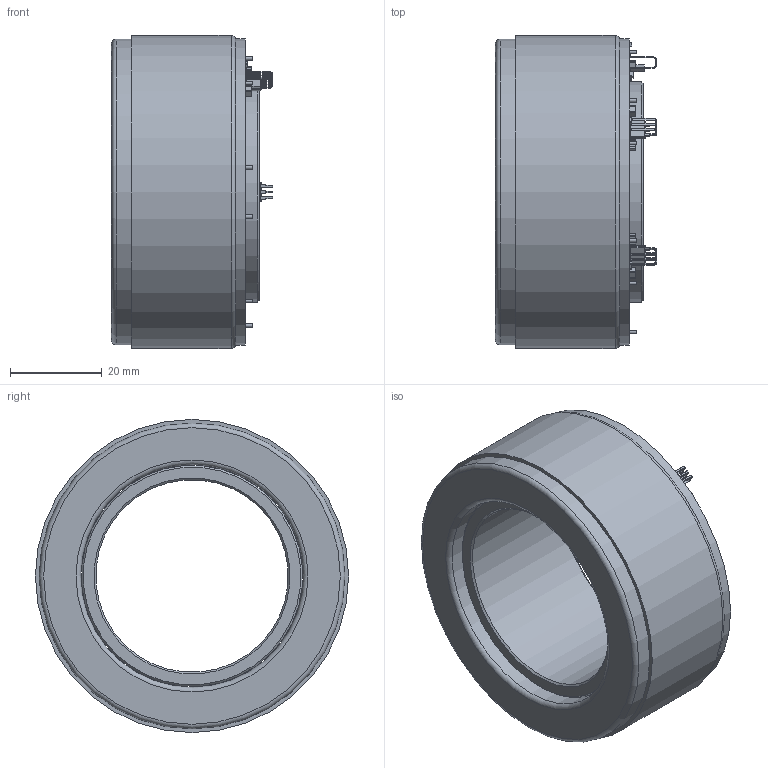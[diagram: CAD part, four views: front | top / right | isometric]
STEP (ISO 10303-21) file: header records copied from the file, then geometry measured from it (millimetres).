
FILE_DESCRIPTION(/* description */ (''),/* implementation_level */ '2;1');
FILE_NAME(/* name */ 'ATD 70x18.stp',/* time_stamp */ '2019-09-27T15:16:43+05:00',/* author */ ('KuvshinovDA'),/* organization */ (''),/* preprocessor_version */ 'ST-DEVELOPER v17',/* originating_system */ 'Autodesk Inventor 2019',/* authorisation */ '');
FILE_SCHEMA (('AUTOMOTIVE_DESIGN { 1 0 10303 214 3 1 1 }'));
Length unit declared in the file: millimetre
Products named in the file (27): ATD 70x18; ATD 70x18 упр; ATD 7018_wh_wr; Упрощённый ротор 
70x18_2; ATD70-XX.SS.H.TS_Т5М; Твердое тело2
_1; C5; C1; C2; C3; C4; C6; Твердое тело2
_2; C7; Твердое тело2
_3; DA1; DA2; DA3; Твердое тело2
_4; R1; R3; R4; DD1; Твердое тело2
_6; R5; R2; Твердое тело2
_5
Assembly tree (37 placements, depth 4):
  ATD 70x18
    ATD 70x18 упр
      ATD 7018_wh_wr
    Упрощённый ротор 
70x18_2
    ATD70-XX.SS.H.TS_Т5М
      Твердое тело2
_1
      C5
        Твердое тело2
_2
      C1
        Твердое тело2
_2
      C2
        Твердое тело2
_2
      C3
        Твердое тело2
_2
      C4
        Твердое тело2
_2
      C6
        Твердое тело2
_2
      C7
        Твердое тело2
_3
      DA1
        Твердое тело2
_4
      DA2
        Твердое тело2
_4
      DA3
        Твердое тело2
_4
      R1
        Твердое тело2
_5
      R3
        Твердое тело2
_5
      R4
        Твердое тело2
_5
      DD1
        Твердое тело2
_6
      R5
        Твердое тело2
_5
      R2
        Твердое тело2
_5
Bounding box: 35.13 x 68.3 x 68.3 mm (x, y, z)
Volume: 63694.1 mm3; surface area: 26644.5 mm2
Topology: 19 solids, 19 shells, 1226 faces, 3521 edges, 2407 vertices
Faces by surface type: plane 875, cylinder 343, torus 4, cone 4
Full cylindrical faces by diameter (mm): 0.5 x88, 0.8 x12, 2 x1, 3 x12, 42 x1, 48.3 x1, 48.6 x1, 51.7 x1, 66.7 x1, 66.8 x1, 68.3 x1
Entity records: 19745 total; most frequent: DIRECTION 3342, CARTESIAN_POINT 3256, ORIENTED_EDGE 3136, EDGE_CURVE 1568, AXIS2_PLACEMENT_3D 1191, VERTEX_POINT 1105, LINE 960, VECTOR 960
